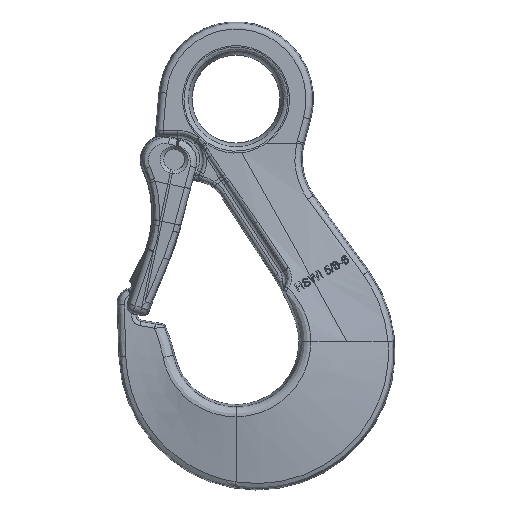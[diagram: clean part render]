
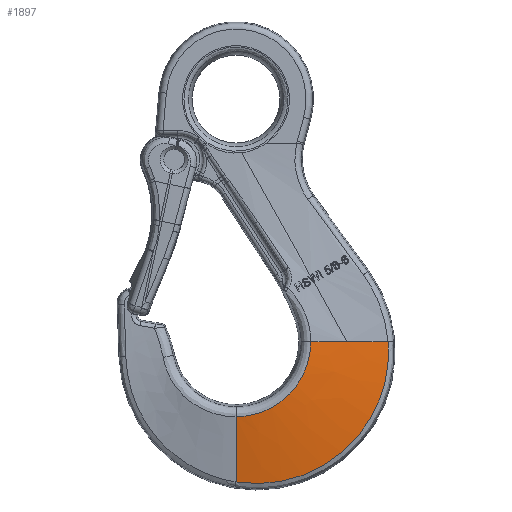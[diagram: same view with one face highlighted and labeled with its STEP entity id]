
A CAD part, top view. The second image highlights one B-rep face of the part: STEP entity #1897.
In plain terms, the highlighted free-form (B-spline) face has degree [1, 3] with [2, 23] control points.
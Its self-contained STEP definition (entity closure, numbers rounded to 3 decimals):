
#697=FACE_OUTER_BOUND('',#3534,.T.);
#1897=ADVANCED_FACE('',(#697),#2584,.F.);
#2584=B_SPLINE_SURFACE_WITH_KNOTS('',1,3,((#15614,#15615,#15616,#15617,
#15618,#15619,#15620,#15621,#15622,#15623,#15624,#15625,#15626,#15627,#15628,
#15629,#15630,#15631,#15632,#15633,#15634,#15635,#15636),(#15637,#15638,
#15639,#15640,#15641,#15642,#15643,#15644,#15645,#15646,#15647,#15648,#15649,
#15650,#15651,#15652,#15653,#15654,#15655,#15656,#15657,#15658,#15659)),
 .UNSPECIFIED.,.F.,.F.,.F.,(2,2),(4,1,1,1,1,1,1,1,1,1,1,1,1,1,1,1,1,1,1,
1,4),(0.,1.),(0.,0.063,0.125,0.188,0.25,0.313,0.344,0.375,0.438,0.5,
0.563,0.625,0.688,0.75,0.813,0.875,0.891,0.898,0.906,0.938,
1.),.UNSPECIFIED.);
#3534=EDGE_LOOP('',(#4470,#4471,#4472,#4473,#4474));
#4470=ORIENTED_EDGE('',*,*,#8705,.F.);
#4471=ORIENTED_EDGE('',*,*,#8791,.T.);
#4472=ORIENTED_EDGE('',*,*,#8787,.T.);
#4473=ORIENTED_EDGE('',*,*,#8792,.T.);
#4474=ORIENTED_EDGE('',*,*,#8626,.F.);
#7632=VERTEX_POINT('',#14507);
#7633=VERTEX_POINT('',#14510);
#7708=VERTEX_POINT('',#15128);
#7780=VERTEX_POINT('',#15471);
#7781=VERTEX_POINT('',#15474);
#8626=EDGE_CURVE('',#7632,#7633,#10297,.T.);
#8705=EDGE_CURVE('',#7708,#7632,#10368,.T.);
#8787=EDGE_CURVE('',#7781,#7780,#10399,.T.);
#8791=EDGE_CURVE('',#7708,#7781,#10403,.T.);
#8792=EDGE_CURVE('',#7780,#7633,#10404,.T.);
#10297=B_SPLINE_CURVE_WITH_KNOTS('',1,(#14508,#14509),.UNSPECIFIED.,.F.,
 .F.,(2,2),(0.,1.),.UNSPECIFIED.);
#10368=B_SPLINE_CURVE_WITH_KNOTS('',1,(#15129,#15130),.UNSPECIFIED.,.F.,
 .F.,(2,2),(0.,1.),.UNSPECIFIED.);
#10399=B_SPLINE_CURVE_WITH_KNOTS('',1,(#15472,#15473),.UNSPECIFIED.,.F.,
 .F.,(2,2),(0.,1.),.UNSPECIFIED.);
#10403=B_SPLINE_CURVE_WITH_KNOTS('',3,(#15592,#15593,#15594,#15595,#15596,
#15597),.UNSPECIFIED.,.F.,.F.,(4,2,4),(0.,0.5,1.),.UNSPECIFIED.);
#10404=B_SPLINE_CURVE_WITH_KNOTS('',3,(#15598,#15599,#15600,#15601,#15602,
#15603,#15604,#15605,#15606,#15607,#15608,#15609,#15610,#15611,#15612,#15613),
 .UNSPECIFIED.,.F.,.F.,(4,2,2,2,2,2,2,4),(0.,0.125,0.25,0.375,0.5,0.75,
0.875,1.),.UNSPECIFIED.);
#14507=CARTESIAN_POINT('',(26.456,0.,5.786));
#14508=CARTESIAN_POINT('',(26.456,0.,5.786));
#14509=CARTESIAN_POINT('',(36.341,0.,4.245));
#14510=CARTESIAN_POINT('',(36.341,0.,4.245));
#15128=CARTESIAN_POINT('',(17.86,0.,7.126));
#15129=CARTESIAN_POINT('',(17.86,0.,7.126));
#15130=CARTESIAN_POINT('',(26.456,0.,5.786));
#15471=CARTESIAN_POINT('',(0.,-33.487,4.21));
#15472=CARTESIAN_POINT('',(0.,-17.927,7.149));
#15473=CARTESIAN_POINT('',(0.,-33.487,4.21));
#15474=CARTESIAN_POINT('',(0.,-17.927,7.149));
#15592=CARTESIAN_POINT('',(17.86,0.,7.126));
#15593=CARTESIAN_POINT('',(17.864,-4.694,7.203));
#15594=CARTESIAN_POINT('',(15.923,-9.354,7.229));
#15595=CARTESIAN_POINT('',(9.335,-15.959,7.232));
#15596=CARTESIAN_POINT('',(4.694,-17.903,7.203));
#15597=CARTESIAN_POINT('',(0.,-17.927,7.149));
#15598=CARTESIAN_POINT('',(0.,-33.487,4.21));
#15599=CARTESIAN_POINT('',(2.355,-33.859,4.216));
#15600=CARTESIAN_POINT('',(4.761,-33.961,4.22));
#15601=CARTESIAN_POINT('',(9.469,-33.634,4.225));
#15602=CARTESIAN_POINT('',(11.788,-33.211,4.225));
#15603=CARTESIAN_POINT('',(16.356,-31.828,4.227));
#15604=CARTESIAN_POINT('',(18.525,-30.89,4.227));
#15605=CARTESIAN_POINT('',(22.619,-28.55,4.229));
#15606=CARTESIAN_POINT('',(24.564,-27.126,4.23));
#15607=CARTESIAN_POINT('',(29.766,-22.328,4.234));
#15608=CARTESIAN_POINT('',(32.514,-18.313,4.24));
#15609=CARTESIAN_POINT('',(35.106,-11.731,4.245));
#15610=CARTESIAN_POINT('',(35.731,-9.403,4.246));
#15611=CARTESIAN_POINT('',(36.433,-4.738,4.247));
#15612=CARTESIAN_POINT('',(36.522,-2.377,4.246));
#15613=CARTESIAN_POINT('',(36.341,0.,4.245));
#15614=CARTESIAN_POINT('',(15.,0.,7.572));
#15615=CARTESIAN_POINT('',(15.02,-0.5,7.578));
#15616=CARTESIAN_POINT('',(15.005,-1.5,7.586));
#15617=CARTESIAN_POINT('',(14.824,-2.985,7.597));
#15618=CARTESIAN_POINT('',(14.496,-4.434,7.607));
#15619=CARTESIAN_POINT('',(14.027,-5.828,7.616));
#15620=CARTESIAN_POINT('',(13.532,-6.929,7.625));
#15621=CARTESIAN_POINT('',(13.079,-7.767,7.632));
#15622=CARTESIAN_POINT('',(12.591,-8.573,7.639));
#15623=CARTESIAN_POINT('',(11.89,-9.554,7.646));
#15624=CARTESIAN_POINT('',(10.91,-10.663,7.654));
#15625=CARTESIAN_POINT('',(9.803,-11.681,7.661));
#15626=CARTESIAN_POINT('',(8.581,-12.589,7.667));
#15627=CARTESIAN_POINT('',(7.262,-13.367,7.672));
#15628=CARTESIAN_POINT('',(5.868,-14.003,7.677));
#15629=CARTESIAN_POINT('',(4.422,-14.485,7.681));
#15630=CARTESIAN_POINT('',(3.316,-14.733,7.685));
#15631=CARTESIAN_POINT('',(2.639,-14.843,7.688));
#15632=CARTESIAN_POINT('',(2.391,-14.881,7.691));
#15633=CARTESIAN_POINT('',(2.021,-14.931,7.694));
#15634=CARTESIAN_POINT('',(1.222,-15.005,7.697));
#15635=CARTESIAN_POINT('',(0.486,-15.017,7.7));
#15636=CARTESIAN_POINT('',(0.,-15.,7.702));
#15637=CARTESIAN_POINT('',(37.913,0.,4.));
#15638=CARTESIAN_POINT('',(37.999,-1.057,3.999));
#15639=CARTESIAN_POINT('',(38.073,-3.254,3.998));
#15640=CARTESIAN_POINT('',(37.826,-6.712,3.997));
#15641=CARTESIAN_POINT('',(37.181,-10.261,3.994));
#15642=CARTESIAN_POINT('',(36.107,-13.835,3.991));
#15643=CARTESIAN_POINT('',(34.839,-16.766,3.987));
#15644=CARTESIAN_POINT('',(33.606,-19.038,3.983));
#15645=CARTESIAN_POINT('',(32.231,-21.252,3.979));
#15646=CARTESIAN_POINT('',(30.246,-23.891,3.975));
#15647=CARTESIAN_POINT('',(27.479,-26.77,3.97));
#15648=CARTESIAN_POINT('',(24.391,-29.289,3.965));
#15649=CARTESIAN_POINT('',(21.054,-31.399,3.96));
#15650=CARTESIAN_POINT('',(17.55,-33.07,3.955));
#15651=CARTESIAN_POINT('',(13.963,-34.293,3.95));
#15652=CARTESIAN_POINT('',(10.372,-35.077,3.945));
#15653=CARTESIAN_POINT('',(7.737,-35.354,3.941));
#15654=CARTESIAN_POINT('',(6.172,-35.415,3.937));
#15655=CARTESIAN_POINT('',(5.618,-35.424,3.935));
#15656=CARTESIAN_POINT('',(4.785,-35.43,3.932));
#15657=CARTESIAN_POINT('',(2.93,-35.387,3.928));
#15658=CARTESIAN_POINT('',(1.174,-35.208,3.924));
#15659=CARTESIAN_POINT('',(0.,-35.019,3.921));
